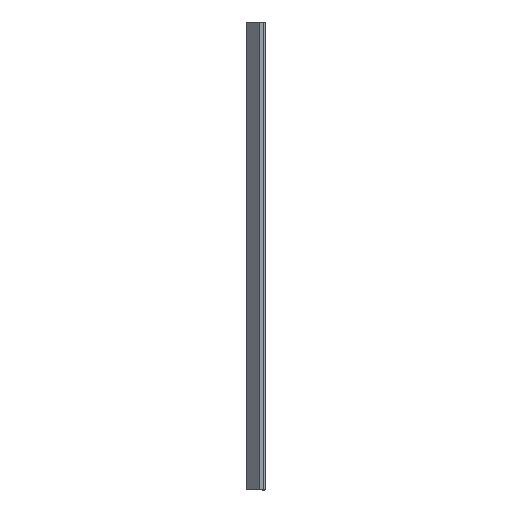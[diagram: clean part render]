
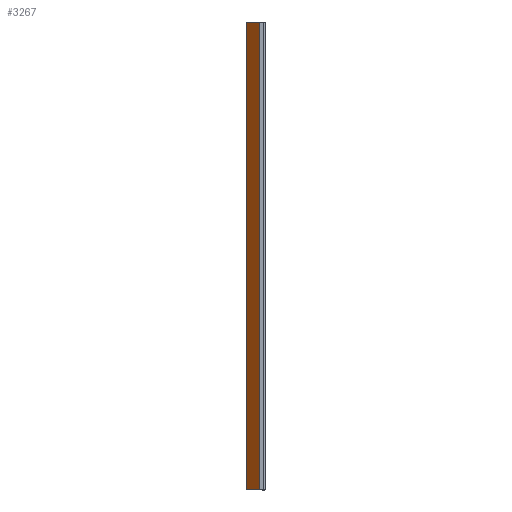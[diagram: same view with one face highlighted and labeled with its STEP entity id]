
A CAD part, left-side view. The second image highlights one B-rep face of the part: STEP entity #3267.
In plain terms, the highlighted face is planar.
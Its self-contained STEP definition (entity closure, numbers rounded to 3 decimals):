
#1635=ORIENTED_EDGE('',*,*,#2303,.T.);
#1636=ORIENTED_EDGE('',*,*,#2304,.F.);
#1637=ORIENTED_EDGE('',*,*,#2300,.F.);
#1638=ORIENTED_EDGE('',*,*,#2305,.T.);
#1918=VECTOR('',#2628,1.);
#1921=VECTOR('',#2633,1.);
#1922=VECTOR('',#2634,1.);
#1923=VECTOR('',#2635,1.);
#2056=LINE('',#2923,#1918);
#2059=LINE('',#2929,#1921);
#2060=LINE('',#2930,#1922);
#2061=LINE('',#2931,#1923);
#2181=VERTEX_POINT('',#2921);
#2182=VERTEX_POINT('',#2922);
#2183=VERTEX_POINT('',#2927);
#2184=VERTEX_POINT('',#2928);
#2300=EDGE_CURVE('',#2181,#2182,#2056,.T.);
#2303=EDGE_CURVE('',#2183,#2184,#2059,.T.);
#2304=EDGE_CURVE('',#2182,#2184,#2060,.T.);
#2305=EDGE_CURVE('',#2181,#2183,#2061,.T.);
#2420=EDGE_LOOP('',(#1635,#1636,#1637,#1638));
#2490=FACE_BOUND('',#2420,.T.);
#2628=DIRECTION('',(-1000.,0.,0.));
#2631=DIRECTION('',(0.,0.707,-0.707));
#2632=DIRECTION('',(0.707,0.,0.));
#2633=DIRECTION('',(-1000.,0.,0.));
#2634=DIRECTION('',(0.,-28.284,-28.284));
#2635=DIRECTION('',(0.,-28.284,-28.284));
#2921=CARTESIAN_POINT('',(1000.,20.,8.284));
#2922=CARTESIAN_POINT('',(0.,20.,8.284));
#2923=CARTESIAN_POINT('',(1000.,20.,8.284));
#2926=CARTESIAN_POINT('',(1000.,-8.284,-20.));
#2927=CARTESIAN_POINT('',(1000.,-8.284,-20.));
#2928=CARTESIAN_POINT('',(0.,-8.284,-20.));
#2929=CARTESIAN_POINT('',(1000.,-8.284,-20.));
#2930=CARTESIAN_POINT('',(0.,20.,8.284));
#2931=CARTESIAN_POINT('',(1000.,20.,8.284));
#3152=AXIS2_PLACEMENT_3D('',#2926,#2631,#2632);
#3219=PLANE('',#3152);
#3267=ADVANCED_FACE('',(#2490),#3219,.T.);
